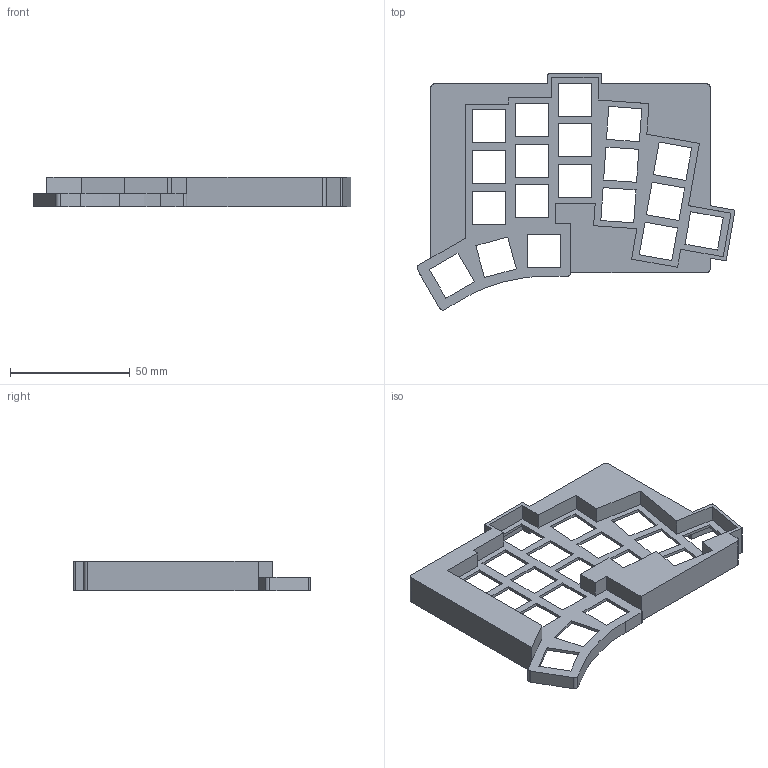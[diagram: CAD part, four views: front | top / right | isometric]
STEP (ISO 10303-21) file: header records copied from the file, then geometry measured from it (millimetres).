
FILE_DESCRIPTION(/* description */ ('','CAx-IF Rec.Pracs.---Representation and Presentation of Product Manufacturing Information (PMI)---4.0---2014-10-13'),/* implementation_level */ '2;1');
FILE_NAME(/* name */ 'TOTEM__top_R_No_Screw_No_Logo.step',/* time_stamp */ '2025-03-13T05:23:58+09:00',/* author */ (''),/* organization */ (''),/* preprocessor_version */ 'ST-DEVELOPER v20',/* originating_system */ 'Autodesk Translation Framework v13.20.0.188',/* authorisation */ '');
FILE_SCHEMA (('AP242_MANAGED_MODEL_BASED_3D_ENGINEERING_MIM_LF { 1 0 10303 442 1 1 4 }'));
Length unit declared in the file: millimetre
Products named in the file (1): TOTEM case_v08_7mm_keeb_usb
Bounding box: 132.74 x 98.65 x 12.5 mm (x, y, z)
Volume: 19042.4 mm3; surface area: 27634.5 mm2
Topology: 1 solids, 1 shells, 365 faces, 1008 edges, 668 vertices
Faces by surface type: plane 324, cylinder 31, cone 6, bspline 4
Full cylindrical faces by diameter (mm): 3.2 x4
Entity records: 11651 total; most frequent: CARTESIAN_POINT 2169, ORIENTED_EDGE 2016, DIRECTION 1794, EDGE_CURVE 1008, LINE 930, VECTOR 930, VERTEX_POINT 668, AXIS2_PLACEMENT_3D 432
